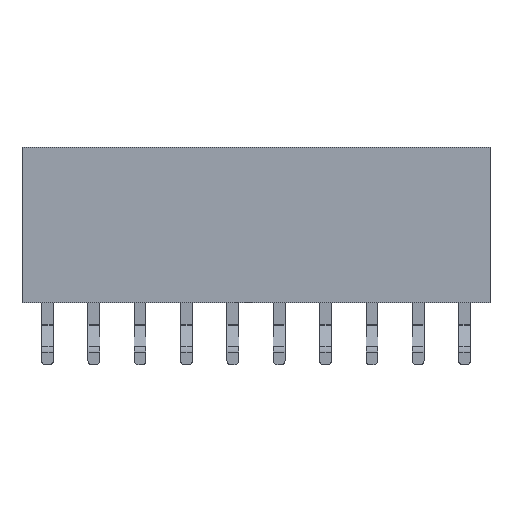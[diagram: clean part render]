
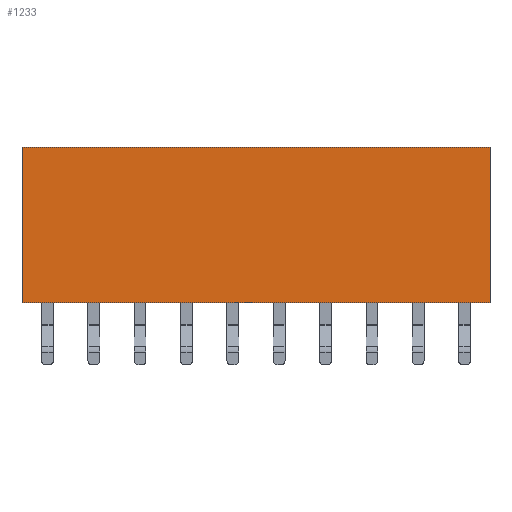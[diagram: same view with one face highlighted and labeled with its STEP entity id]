
A CAD part, top view. The second image highlights one B-rep face of the part: STEP entity #1233.
In plain terms, the highlighted planar face has unit normal (0, 0, 1).
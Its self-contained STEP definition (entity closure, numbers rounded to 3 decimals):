
#443 = ORIENTED_EDGE ( 'NONE', *, *, #9090, .F. ) ;
#659 = VECTOR ( 'NONE', #13452, 1000. ) ;
#1233 = ADVANCED_FACE ( 'NONE', ( #11891 ), #9835, .F. ) ;
#1274 = VECTOR ( 'NONE', #8461, 1000. ) ;
#1729 = CARTESIAN_POINT ( 'NONE',  ( -12.825, 0., 1.325 ) ) ;
#2540 = CARTESIAN_POINT ( 'NONE',  ( -12.825, 8.5, 1.325 ) ) ;
#3582 = EDGE_CURVE ( 'NONE', #9896, #5182, #17910, .T. ) ;
#3621 = CARTESIAN_POINT ( 'NONE',  ( -12.825, 8.5, 1.325 ) ) ;
#3803 = EDGE_LOOP ( 'NONE', ( #6446, #443, #15625, #15661 ) ) ;
#4443 = VECTOR ( 'NONE', #5395, 1000. ) ;
#4699 = CARTESIAN_POINT ( 'NONE',  ( 12.825, 0., 1.325 ) ) ;
#4752 = EDGE_CURVE ( 'NONE', #9896, #11514, #8343, .T. ) ;
#5182 = VERTEX_POINT ( 'NONE', #15038 ) ;
#5395 = DIRECTION ( 'NONE',  ( 0., -1., 0. ) ) ;
#6446 = ORIENTED_EDGE ( 'NONE', *, *, #14032, .T. ) ;
#6849 = DIRECTION ( 'NONE',  ( -1., 0., 0. ) ) ;
#7136 = DIRECTION ( 'NONE',  ( 0., -1., 0. ) ) ;
#8343 = LINE ( 'NONE', #2540, #4443 ) ;
#8461 = DIRECTION ( 'NONE',  ( 1., 0., 0. ) ) ;
#9090 = EDGE_CURVE ( 'NONE', #5182, #17712, #10663, .T. ) ;
#9835 = PLANE ( 'NONE',  #18538 ) ;
#9896 = VERTEX_POINT ( 'NONE', #3621 ) ;
#10010 = CARTESIAN_POINT ( 'NONE',  ( 12.825, 0., 1.325 ) ) ;
#10663 = LINE ( 'NONE', #13328, #13652 ) ;
#11514 = VERTEX_POINT ( 'NONE', #1729 ) ;
#11891 = FACE_OUTER_BOUND ( 'NONE', #3803, .T. ) ;
#13328 = CARTESIAN_POINT ( 'NONE',  ( 12.825, 8.5, 1.325 ) ) ;
#13452 = DIRECTION ( 'NONE',  ( 1., 0., 0. ) ) ;
#13652 = VECTOR ( 'NONE', #7136, 1000. ) ;
#14032 = EDGE_CURVE ( 'NONE', #11514, #17712, #18917, .T. ) ;
#14198 = CARTESIAN_POINT ( 'NONE',  ( 12.825, 8.5, 1.325 ) ) ;
#14268 = DIRECTION ( 'NONE',  ( 0., 0., -1. ) ) ;
#15038 = CARTESIAN_POINT ( 'NONE',  ( 12.825, 8.5, 1.325 ) ) ;
#15625 = ORIENTED_EDGE ( 'NONE', *, *, #3582, .F. ) ;
#15661 = ORIENTED_EDGE ( 'NONE', *, *, #4752, .T. ) ;
#17172 = CARTESIAN_POINT ( 'NONE',  ( 12.825, 8.5, 1.325 ) ) ;
#17712 = VERTEX_POINT ( 'NONE', #10010 ) ;
#17910 = LINE ( 'NONE', #17172, #1274 ) ;
#18538 = AXIS2_PLACEMENT_3D ( 'NONE', #14198, #14268, #6849 ) ;
#18917 = LINE ( 'NONE', #4699, #659 ) ;
